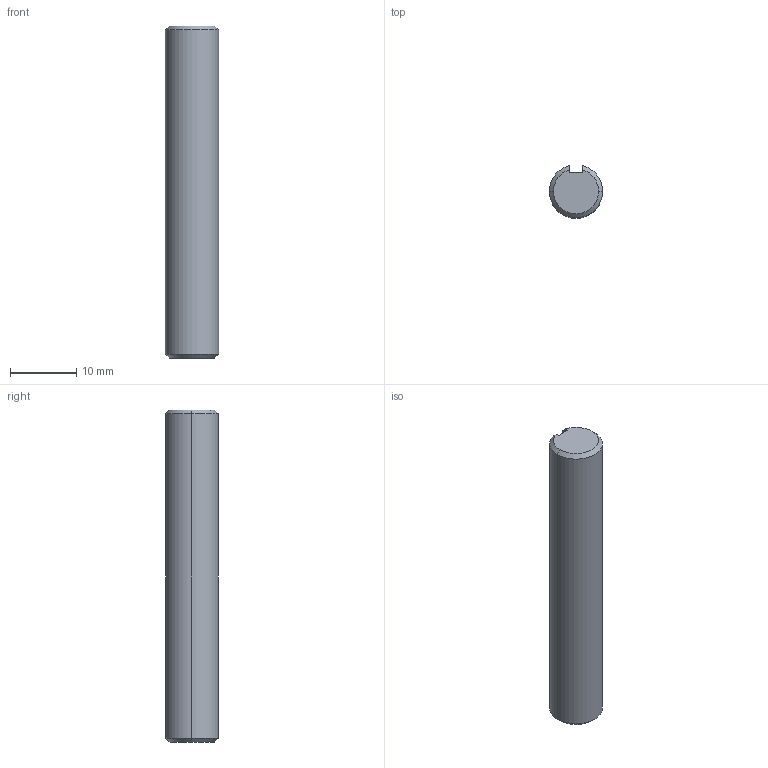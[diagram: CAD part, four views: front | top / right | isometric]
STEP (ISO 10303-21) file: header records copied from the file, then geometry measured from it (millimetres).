
FILE_DESCRIPTION (( 'STEP AP203' ), '1' );
FILE_NAME ('Shaft 8mm.STEP', '2019-10-20T06:41:38', ( '' ), ( '' ), 'SwSTEP 2.0', 'SolidWorks 2019', '' );
FILE_SCHEMA (( 'CONFIG_CONTROL_DESIGN' ));
Length unit declared in the file: millimetre
Products named in the file (1): Shaft 8mm
Bounding box: 8 x 7.87 x 50 mm (x, y, z)
Volume: 2389.6 mm3; surface area: 1440.8 mm2
Topology: 1 solids, 1 shells, 14 faces, 32 edges, 20 vertices
Faces by surface type: cone 6, plane 5, cylinder 3
Entity records: 477 total; most frequent: CARTESIAN_POINT 79, DIRECTION 70, ORIENTED_EDGE 64, EDGE_CURVE 32, AXIS2_PLACEMENT_3D 27, VERTEX_POINT 20, LINE 16, VECTOR 16
